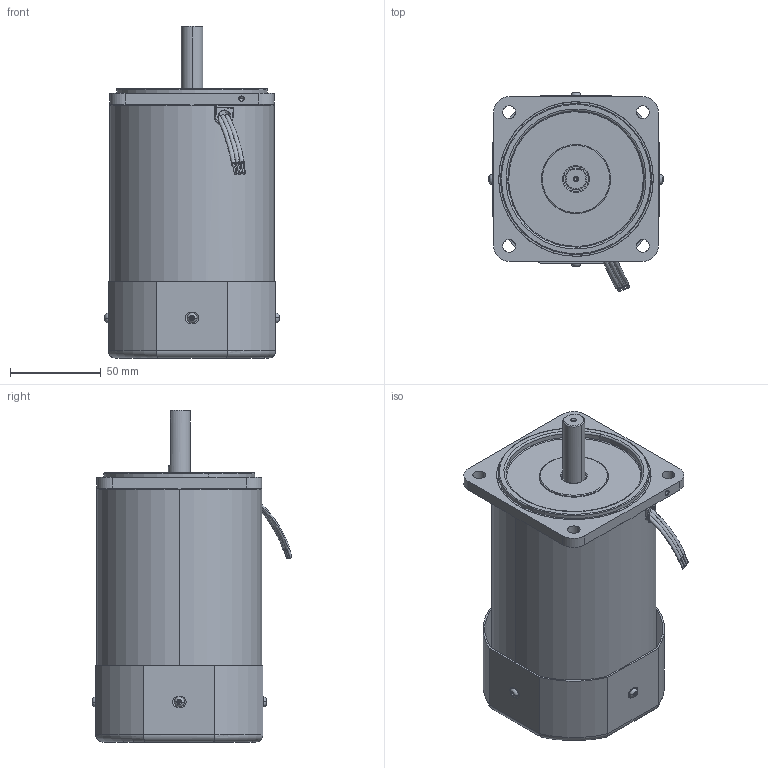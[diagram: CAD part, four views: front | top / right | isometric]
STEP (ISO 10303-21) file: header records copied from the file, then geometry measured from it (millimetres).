
FILE_DESCRIPTION (( 'STEP AP203' ), '1' );
FILE_NAME ('5TK40A-¡¼FP-5CA70¡¼6000Z0.STEP', '2018-04-23T02:45:44', ( '' ), ( '' ), 'SwSTEP 2.0', 'SolidWorks 2010', '' );
FILE_SCHEMA (( 'CONFIG_CONTROL_DESIGN' ));
Length unit declared in the file: millimetre
Products named in the file (8): 丸頭十字螺絲M3x6_B18.6.7M - M3 x 0.5 x 8 Type I Cross Recessed PHMS --8C; 風扇蓋FC-9042-21; 5TK40A-〖FP-5CA70〖6000Z0; 線扣; 出口線-3條; M590-F; 90A_1成品; 上蓋 C583-32
Assembly tree (10 placements, depth 2):
  5TK40A-〖FP-5CA70〖6000Z0
    丸頭十字螺絲M3x6_B18.6.7M - M3 x 0.5 x 8 Type I Cross Recessed PHMS --8C  x4
    出口線-3條
    上蓋 C583-32
    M590-F
    90A_1成品
    風扇蓋FC-9042-21
    線扣
Bounding box: 95.92 x 109.89 x 182.5 mm (x, y, z)
Volume: 872986.1 mm3; surface area: 112680.5 mm2
Topology: 12 solids, 13 shells, 509 faces, 1266 edges, 806 vertices
Faces by surface type: cylinder 202, plane 195, torus 59, cone 29, sphere 12, bspline 12
Entity records: 14555 total; most frequent: CARTESIAN_POINT 3325, DIRECTION 2285, ORIENTED_EDGE 2072, EDGE_CURVE 1036, AXIS2_PLACEMENT_3D 912, VERTEX_POINT 662, EDGE_LOOP 506, CIRCLE 489
